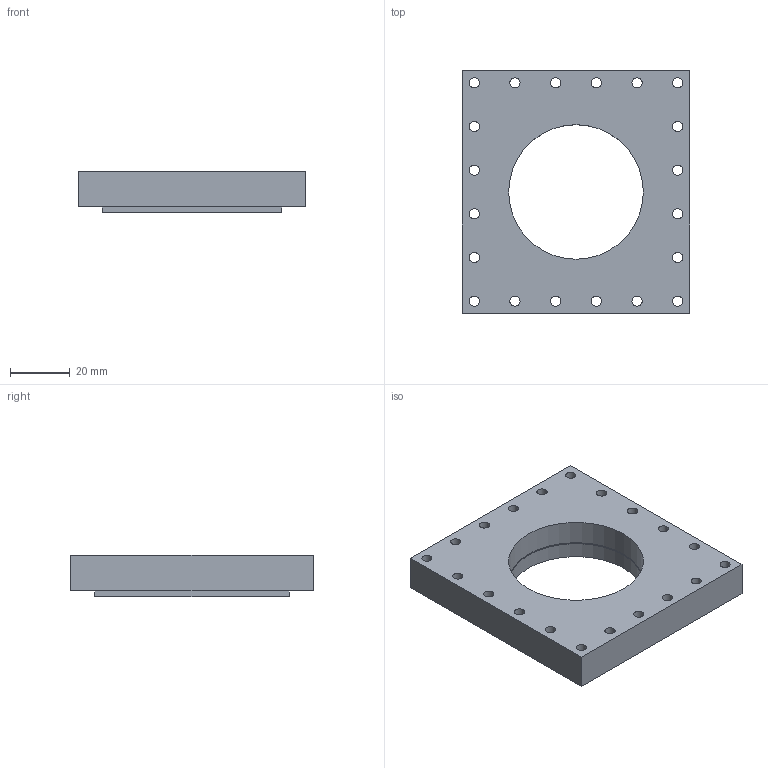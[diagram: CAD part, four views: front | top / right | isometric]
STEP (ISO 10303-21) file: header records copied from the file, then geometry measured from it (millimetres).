
FILE_DESCRIPTION(/* description */ (''),/* implementation_level */ '2;1');
FILE_NAME(/* name */ 'SiMoldCurveSpacer v17.step',/* time_stamp */ '2024-11-04T15:08:55+01:00',/* author */ (''),/* organization */ (''),/* preprocessor_version */ 'ST-DEVELOPER v20',/* originating_system */ 'Autodesk Translation Framework v13.14.0.145',/* authorisation */ '');
FILE_SCHEMA (('AUTOMOTIVE_DESIGN { 1 0 10303 214 3 1 1 }'));
Length unit declared in the file: millimetre
Products named in the file (1): SiMoldCurveSpacer
Bounding box: 76 x 81 x 14 mm (x, y, z)
Volume: 57223.7 mm3; surface area: 17587.6 mm2
Topology: 1 solids, 1 shells, 35 faces, 95 edges, 63 vertices
Faces by surface type: cylinder 22, plane 11, cone 2
Full cylindrical faces by diameter (mm): 3.4 x20, 45 x2
Entity records: 1234 total; most frequent: DIRECTION 214, CARTESIAN_POINT 194, ORIENTED_EDGE 190, EDGE_CURVE 95, AXIS2_PLACEMENT_3D 83, EDGE_LOOP 78, VERTEX_POINT 63, LINE 48
